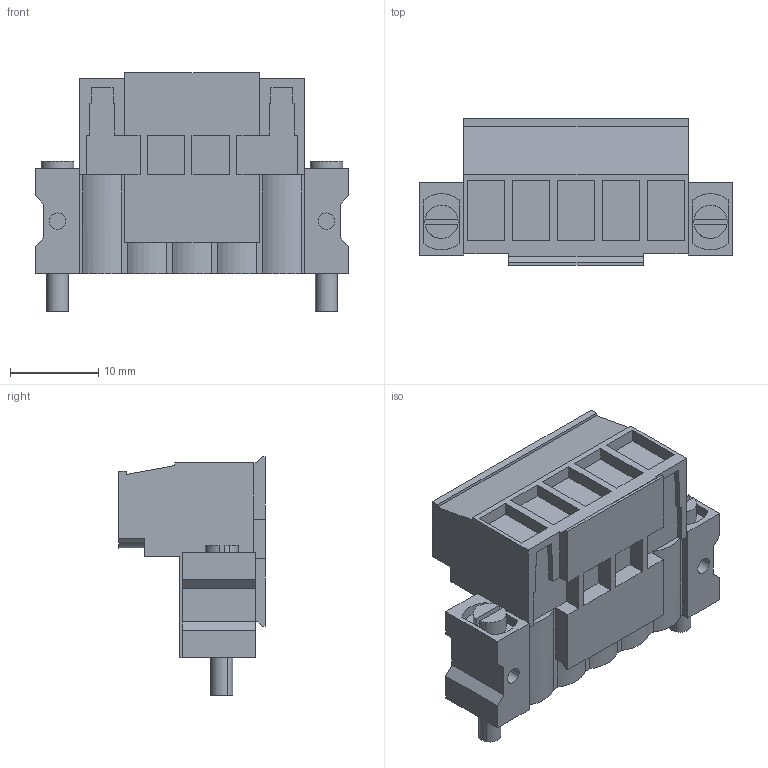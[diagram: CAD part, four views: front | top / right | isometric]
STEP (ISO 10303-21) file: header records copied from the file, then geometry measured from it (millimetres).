
FILE_DESCRIPTION(('CATIA V5 STEP','CAx-IF Rec.Pracs.--- Model Styling and Organization---1.2---2011-12-15'),'2;1');
FILE_NAME ('D1457451_0_1846240000_1846240000.stp','2017-06-01T07:44:49+00:00',('none'),('Weidmueller'),'CATIA Version 5-6 Release 2014','CATIA V5 STEP AP214','none');
FILE_SCHEMA(('AUTOMOTIVE_DESIGN { 1 0 10303 214 1 1 1 1 }'));
Length unit declared in the file: millimetre
Products named in the file (1): 1846240000
Bounding box: 35.52 x 16.6 x 26.98 mm (x, y, z)
Volume: 5616.9 mm3; surface area: 5337.1 mm2
Topology: 13 solids, 13 shells, 435 faces, 1162 edges, 784 vertices
Faces by surface type: plane 330, cylinder 85, extrusion 20
Entity records: 13265 total; most frequent: CARTESIAN_POINT 2910, ORIENTED_EDGE 2324, DIRECTION 1708, EDGE_CURVE 1162, VECTOR 942, LINE 922, VERTEX_POINT 784, AXIS2_PLACEMENT_3D 484
